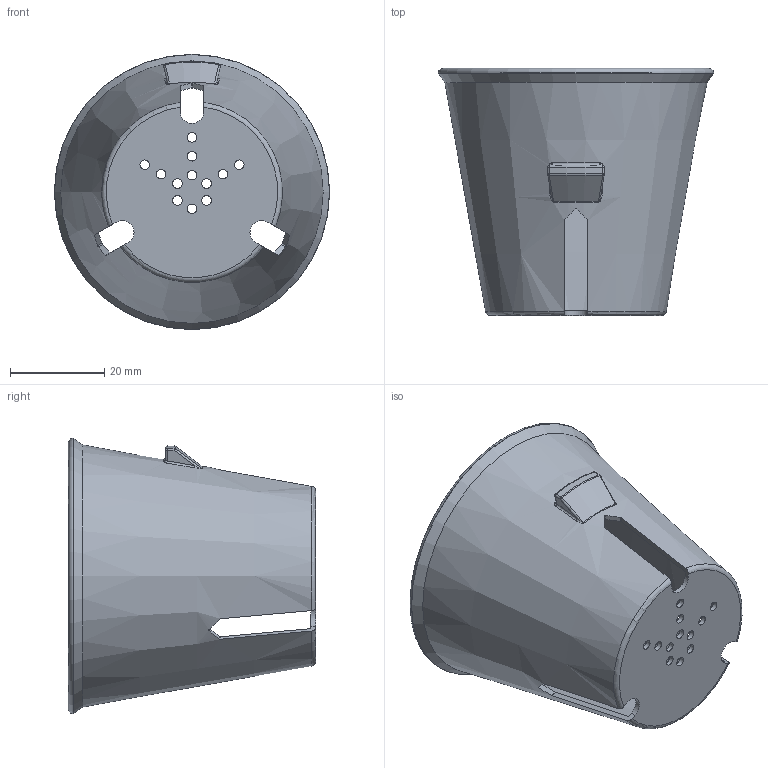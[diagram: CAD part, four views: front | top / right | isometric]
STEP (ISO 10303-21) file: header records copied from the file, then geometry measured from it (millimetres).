
FILE_DESCRIPTION(/* description */ (''),/* implementation_level */ '2;1');
FILE_NAME(/* name */ 'pot_cup_cleat_nocollar.step',/* time_stamp */ '2025-04-26T12:16:22-04:00',/* author */ (''),/* organization */ (''),/* preprocessor_version */ 'ST-DEVELOPER v20.1',/* originating_system */ 'Autodesk Translation Framework v14.4.0.0',/* authorisation */ '');
FILE_SCHEMA (('AUTOMOTIVE_DESIGN { 1 0 10303 214 3 1 1 }'));
Length unit declared in the file: millimetre
Products named in the file (1): pot_cup_cleat_nocollar
Bounding box: 58.32 x 52.34 x 58.32 mm (x, y, z)
Volume: 8931.5 mm3; surface area: 17287.1 mm2
Topology: 1 solids, 1 shells, 75 faces, 207 edges, 131 vertices
Faces by surface type: cylinder 31, plane 19, torus 9, bspline 8, cone 4, sphere 4
Full cylindrical faces by diameter (mm): 2 x12, 54.191 x1, 58.317 x1
Entity records: 2832 total; most frequent: CARTESIAN_POINT 886, ORIENTED_EDGE 414, DIRECTION 385, EDGE_CURVE 207, AXIS2_PLACEMENT_3D 162, VERTEX_POINT 131, EDGE_LOOP 102, CIRCLE 82
